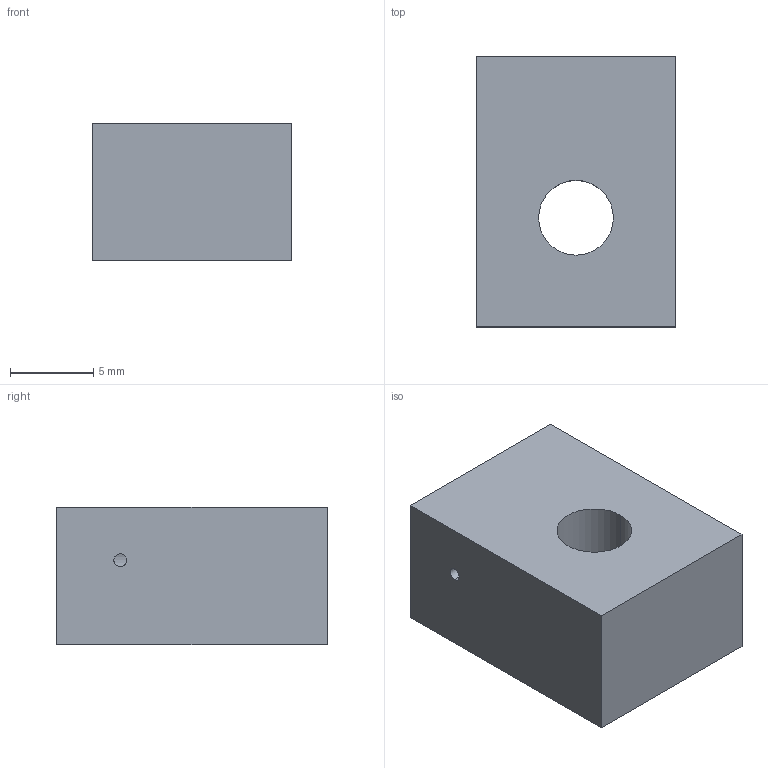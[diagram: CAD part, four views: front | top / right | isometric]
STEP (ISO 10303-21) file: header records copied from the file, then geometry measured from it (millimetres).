
FILE_DESCRIPTION (( 'STEP AP203' ), '1' );
FILE_NAME ('D020199-v1_aLIGO_SUS_HSTS_Magnet-Flag Base (Short), Upper mass.STEP', '2010-07-06T18:07:26', ( 'Dwayne Giardina' ), ( 'CA Institute of Technology' ), 'SwSTEP 2.0', 'SolidWorks 2010', '' );
FILE_SCHEMA (( 'CONFIG_CONTROL_DESIGN' ));
Length unit declared in the file: inch
Products named in the file (1): D020199-v1_aLIGO_SUS_HSTS_Magnet-Flag Base (Short), Upper mass
Bounding box: 11.99 x 16.26 x 8.26 mm (x, y, z)
Volume: 1322.3 mm3; surface area: 1084.6 mm2
Topology: 1 solids, 1 shells, 27 faces, 64 edges, 38 vertices
Faces by surface type: cylinder 12, cone 8, plane 7
Entity records: 869 total; most frequent: CARTESIAN_POINT 162, DIRECTION 136, ORIENTED_EDGE 120, EDGE_CURVE 60, AXIS2_PLACEMENT_3D 52, VERTEX_POINT 38, EDGE_LOOP 36, LINE 32
